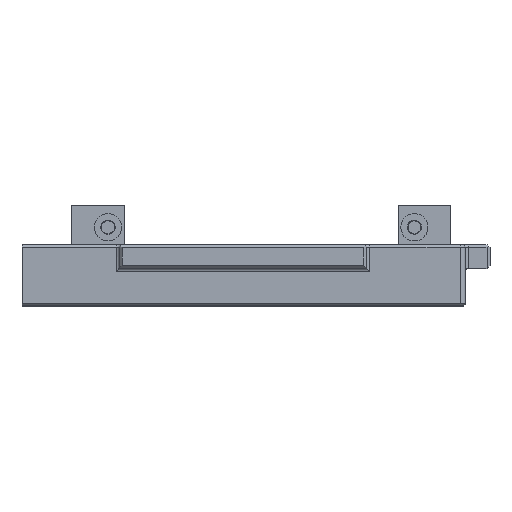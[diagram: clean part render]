
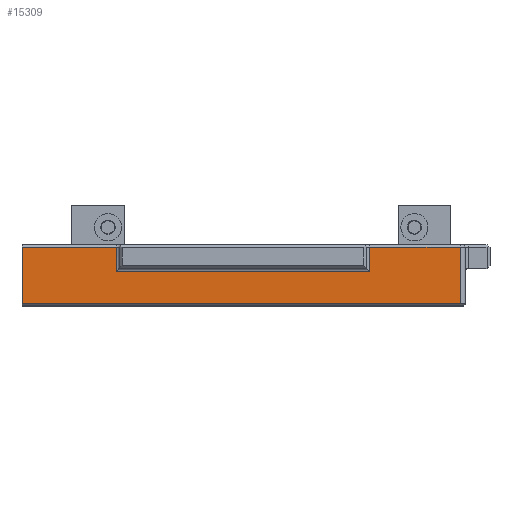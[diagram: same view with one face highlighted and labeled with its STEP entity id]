
A CAD part, top view. The second image highlights one B-rep face of the part: STEP entity #15309.
In plain terms, the highlighted planar face has unit normal (0, 0, 1).
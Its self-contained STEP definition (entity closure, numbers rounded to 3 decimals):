
#2030=FACE_OUTER_BOUND('',#2940,.T.);
#2940=EDGE_LOOP('',(#12663,#12664,#12665,#12666,#12667,#12668,#12669,#12670));
#4245=LINE('',#24639,#5614);
#4246=LINE('',#24645,#5615);
#4264=LINE('',#24706,#5633);
#4289=LINE('',#24754,#5658);
#4360=LINE('',#24963,#5729);
#4361=LINE('',#24967,#5730);
#4362=LINE('',#24969,#5731);
#4363=LINE('',#24970,#5732);
#5614=VECTOR('',#18781,10.);
#5615=VECTOR('',#18786,10.);
#5633=VECTOR('',#18852,10.);
#5658=VECTOR('',#18903,10.);
#5729=VECTOR('',#19118,10.);
#5730=VECTOR('',#19123,10.);
#5731=VECTOR('',#19124,10.);
#5732=VECTOR('',#19125,10.);
#6904=VERTEX_POINT('',#24633);
#6906=VERTEX_POINT('',#24637);
#6907=VERTEX_POINT('',#24641);
#6909=VERTEX_POINT('',#24644);
#6938=VERTEX_POINT('',#24752);
#7004=VERTEX_POINT('',#24962);
#7005=VERTEX_POINT('',#24966);
#7006=VERTEX_POINT('',#24968);
#8824=EDGE_CURVE('',#6906,#6904,#4245,.T.);
#8826=EDGE_CURVE('',#6907,#6909,#4246,.T.);
#8856=EDGE_CURVE('',#6909,#6906,#4264,.T.);
#8881=EDGE_CURVE('',#6904,#6938,#4289,.T.);
#8983=EDGE_CURVE('',#6938,#7004,#4360,.T.);
#8985=EDGE_CURVE('',#7005,#6907,#4361,.T.);
#8986=EDGE_CURVE('',#7005,#7006,#4362,.T.);
#8987=EDGE_CURVE('',#7004,#7006,#4363,.T.);
#12663=ORIENTED_EDGE('',*,*,#8856,.F.);
#12664=ORIENTED_EDGE('',*,*,#8826,.F.);
#12665=ORIENTED_EDGE('',*,*,#8985,.F.);
#12666=ORIENTED_EDGE('',*,*,#8986,.T.);
#12667=ORIENTED_EDGE('',*,*,#8987,.F.);
#12668=ORIENTED_EDGE('',*,*,#8983,.F.);
#12669=ORIENTED_EDGE('',*,*,#8881,.F.);
#12670=ORIENTED_EDGE('',*,*,#8824,.F.);
#14694=PLANE('',#16329);
#15309=ADVANCED_FACE('',(#2030),#14694,.T.);
#16329=AXIS2_PLACEMENT_3D('',#24965,#19121,#19122);
#18781=DIRECTION('',(0.,1.,0.));
#18786=DIRECTION('',(0.,-1.,0.));
#18852=DIRECTION('',(1.,0.,0.));
#18903=DIRECTION('',(1.,0.,0.));
#19118=DIRECTION('',(0.,-1.,0.));
#19121=DIRECTION('center_axis',(0.,0.,1.));
#19122=DIRECTION('ref_axis',(-1.,0.,0.));
#19123=DIRECTION('',(1.,0.,0.));
#19124=DIRECTION('',(0.,-1.,0.));
#19125=DIRECTION('',(-1.,0.,0.));
#24633=CARTESIAN_POINT('',(170.4,19.5,59.8));
#24637=CARTESIAN_POINT('',(170.4,14.6,59.8));
#24639=CARTESIAN_POINT('',(170.4,22.6,59.8));
#24641=CARTESIAN_POINT('',(119.2,19.5,59.8));
#24644=CARTESIAN_POINT('',(119.2,14.6,59.8));
#24645=CARTESIAN_POINT('',(119.2,22.6,59.8));
#24706=CARTESIAN_POINT('',(179.8,14.6,59.8));
#24752=CARTESIAN_POINT('',(188.8,19.5,59.8));
#24754=CARTESIAN_POINT('',(179.8,19.5,59.8));
#24962=CARTESIAN_POINT('',(188.8,8.,59.8));
#24963=CARTESIAN_POINT('',(188.8,27.6,59.8));
#24965=CARTESIAN_POINT('Origin',(-79.9,27.6,59.8));
#24966=CARTESIAN_POINT('',(100.1,19.5,59.8));
#24967=CARTESIAN_POINT('',(179.8,19.5,59.8));
#24968=CARTESIAN_POINT('',(100.1,8.,59.8));
#24969=CARTESIAN_POINT('',(100.1,20.7,59.8));
#24970=CARTESIAN_POINT('',(-101.625,8.,59.8));
